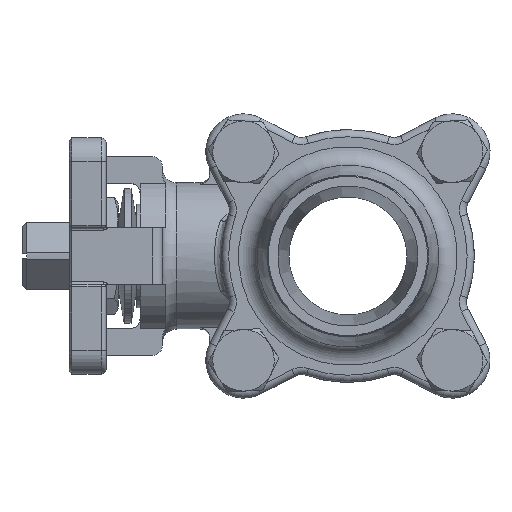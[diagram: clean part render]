
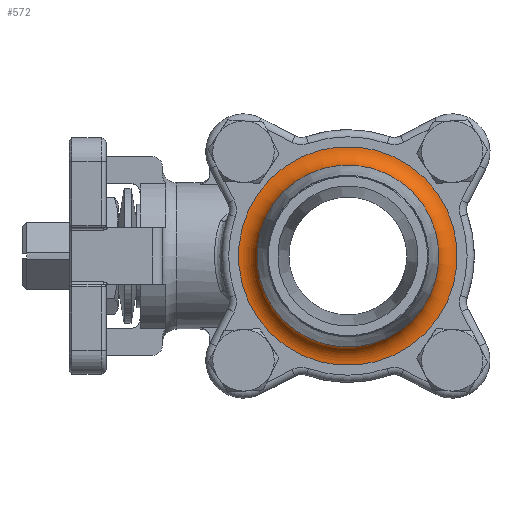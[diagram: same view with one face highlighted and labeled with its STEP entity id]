
A CAD part, left-side view. The second image highlights one B-rep face of the part: STEP entity #572.
In plain terms, the highlighted toroidal (fillet/blend) face has major radius 23.16 mm and minor radius 4 mm.
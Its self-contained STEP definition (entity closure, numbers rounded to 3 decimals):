
#455 = DIRECTION ( 'NONE',  ( -1., 0., 0. ) ) ;
#572 = ADVANCED_FACE ( 'NONE', ( #17591, #17048 ), #15884, .F. ) ;
#885 = AXIS2_PLACEMENT_3D ( 'NONE', #33911, #455, #12893 ) ;
#3502 = DIRECTION ( 'NONE',  ( 0., -0.707, -0.707 ) ) ;
#9150 = AXIS2_PLACEMENT_3D ( 'NONE', #27427, #18035, #39581 ) ;
#11999 = CARTESIAN_POINT ( 'NONE',  ( -29.8, -13.621, -13.621 ) ) ;
#12893 = DIRECTION ( 'NONE',  ( 0., -0.707, -0.707 ) ) ;
#15884 = TOROIDAL_SURFACE ( 'NONE', #885, 23.16, 4. ) ;
#16236 = EDGE_CURVE ( 'NONE', #16765, #16765, #28694, .T. ) ;
#16765 = VERTEX_POINT ( 'NONE', #21187 ) ;
#17048 = FACE_OUTER_BOUND ( 'NONE', #23383, .T. ) ;
#17591 = FACE_OUTER_BOUND ( 'NONE', #18936, .T. ) ;
#18035 = DIRECTION ( 'NONE',  ( -1., 0., 0. ) ) ;
#18936 = EDGE_LOOP ( 'NONE', ( #45520 ) ) ;
#20914 = ORIENTED_EDGE ( 'NONE', *, *, #16236, .T. ) ;
#21187 = CARTESIAN_POINT ( 'NONE',  ( -26.7, -16.377, -16.377 ) ) ;
#23383 = EDGE_LOOP ( 'NONE', ( #20914 ) ) ;
#23431 = DIRECTION ( 'NONE',  ( -1., 0., 0. ) ) ;
#27427 = CARTESIAN_POINT ( 'NONE',  ( -26.7, 0., 0. ) ) ;
#28694 = CIRCLE ( 'NONE', #9150, 23.16 ) ;
#33718 = AXIS2_PLACEMENT_3D ( 'NONE', #41083, #23431, #3502 ) ;
#33911 = CARTESIAN_POINT ( 'NONE',  ( -30.7, 0., 0. ) ) ;
#36338 = CIRCLE ( 'NONE', #33718, 19.262 ) ;
#39581 = DIRECTION ( 'NONE',  ( 0., -0.707, -0.707 ) ) ;
#41083 = CARTESIAN_POINT ( 'NONE',  ( -29.8, 0., 0. ) ) ;
#42941 = EDGE_CURVE ( 'NONE', #54569, #54569, #36338, .T. ) ;
#45520 = ORIENTED_EDGE ( 'NONE', *, *, #42941, .F. ) ;
#54569 = VERTEX_POINT ( 'NONE', #11999 ) ;
